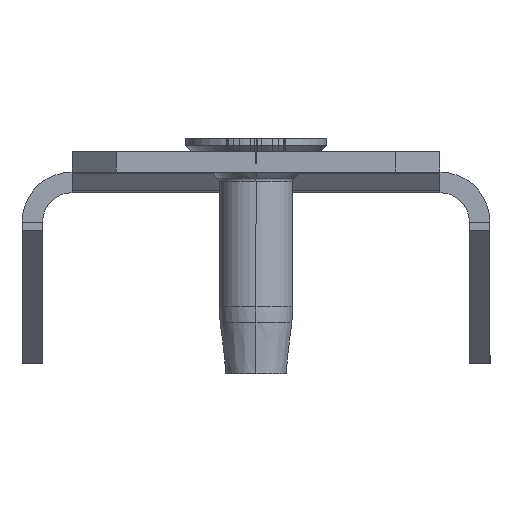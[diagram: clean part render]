
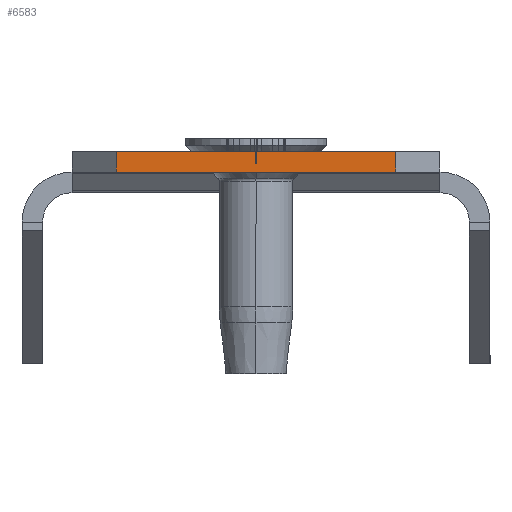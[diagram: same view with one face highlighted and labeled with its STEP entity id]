
A CAD part, left-side view. The second image highlights one B-rep face of the part: STEP entity #6583.
In plain terms, the highlighted planar face has unit normal (-1, 0, 0).
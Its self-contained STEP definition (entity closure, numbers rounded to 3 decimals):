
#109 = CARTESIAN_POINT ( 'NONE',  ( -495., -9.5, 1.4 ) ) ;
#365 = EDGE_CURVE ( 'NONE', #4353, #5524, #3790, .T. ) ;
#380 = VECTOR ( 'NONE', #8660, 1000. ) ;
#416 = ORIENTED_EDGE ( 'NONE', *, *, #7302, .T. ) ;
#439 = AXIS2_PLACEMENT_3D ( 'NONE', #5959, #3964, #6783 ) ;
#661 = CARTESIAN_POINT ( 'NONE',  ( -495., 9.5, 2.8 ) ) ;
#926 = VERTEX_POINT ( 'NONE', #4277 ) ;
#1458 = CARTESIAN_POINT ( 'NONE',  ( -495., 9.5, 2.8 ) ) ;
#1931 = VECTOR ( 'NONE', #8012, 1000. ) ;
#1958 = CARTESIAN_POINT ( 'NONE',  ( -495., -9.5, 2.8 ) ) ;
#2555 = EDGE_LOOP ( 'NONE', ( #5483, #3692, #416, #5707 ) ) ;
#2763 = VERTEX_POINT ( 'NONE', #109 ) ;
#2902 = LINE ( 'NONE', #1458, #6435 ) ;
#3245 = CARTESIAN_POINT ( 'NONE',  ( -495., -9.5, 2.8 ) ) ;
#3692 = ORIENTED_EDGE ( 'NONE', *, *, #7470, .T. ) ;
#3790 = LINE ( 'NONE', #7387, #1931 ) ;
#3964 = DIRECTION ( 'NONE',  ( 1., 0., 0. ) ) ;
#4006 = LINE ( 'NONE', #5945, #380 ) ;
#4277 = CARTESIAN_POINT ( 'NONE',  ( -495., 9.5, 1.4 ) ) ;
#4330 = VECTOR ( 'NONE', #7596, 1000. ) ;
#4353 = VERTEX_POINT ( 'NONE', #661 ) ;
#5067 = DIRECTION ( 'NONE',  ( 0., 0., -1. ) ) ;
#5483 = ORIENTED_EDGE ( 'NONE', *, *, #365, .F. ) ;
#5524 = VERTEX_POINT ( 'NONE', #3245 ) ;
#5707 = ORIENTED_EDGE ( 'NONE', *, *, #7745, .T. ) ;
#5945 = CARTESIAN_POINT ( 'NONE',  ( -495., 12.5, 1.4 ) ) ;
#5959 = CARTESIAN_POINT ( 'NONE',  ( -495., 12.5, 2.8 ) ) ;
#6332 = FACE_OUTER_BOUND ( 'NONE', #2555, .T. ) ;
#6435 = VECTOR ( 'NONE', #5067, 1000. ) ;
#6583 = ADVANCED_FACE ( 'NONE', ( #6332 ), #8125, .F. ) ;
#6783 = DIRECTION ( 'NONE',  ( 0., 0., -1. ) ) ;
#7302 = EDGE_CURVE ( 'NONE', #926, #2763, #4006, .T. ) ;
#7387 = CARTESIAN_POINT ( 'NONE',  ( -495., 12.5, 2.8 ) ) ;
#7470 = EDGE_CURVE ( 'NONE', #4353, #926, #2902, .T. ) ;
#7596 = DIRECTION ( 'NONE',  ( 0., 0., 1. ) ) ;
#7745 = EDGE_CURVE ( 'NONE', #2763, #5524, #8750, .T. ) ;
#8012 = DIRECTION ( 'NONE',  ( 0., -1., 0. ) ) ;
#8125 = PLANE ( 'NONE',  #439 ) ;
#8660 = DIRECTION ( 'NONE',  ( 0., -1., 0. ) ) ;
#8750 = LINE ( 'NONE', #1958, #4330 ) ;
